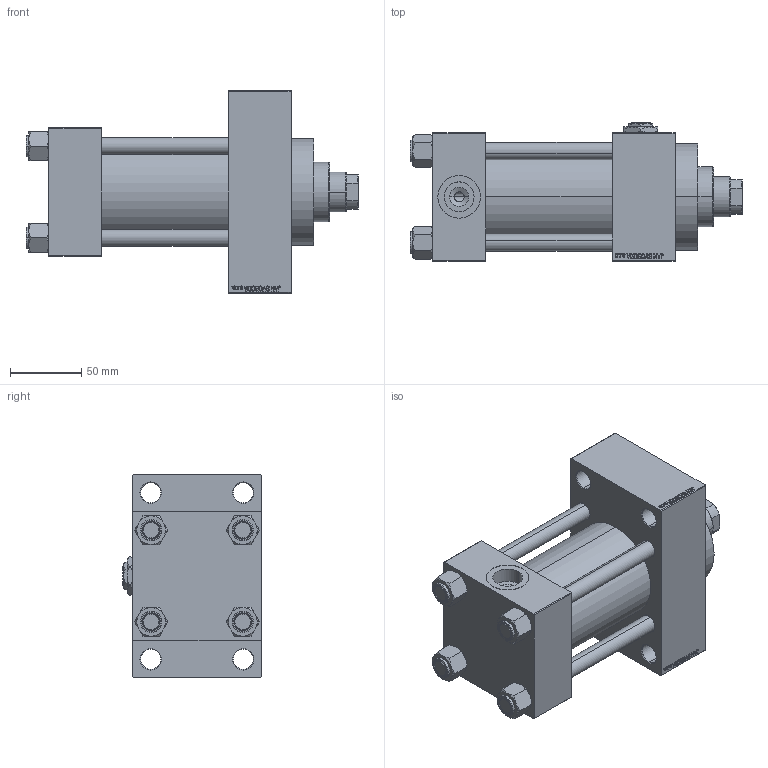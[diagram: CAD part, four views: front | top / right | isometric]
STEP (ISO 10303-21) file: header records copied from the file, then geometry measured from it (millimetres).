
FILE_DESCRIPTION (( 'STEP AP203' ), '1' );
FILE_NAME ('e210.STEP', '2022-04-16T15:00:14', ( '' ), ( '' ), 'SwSTEP 2.0', 'SolidWorks 2019', '' );
FILE_SCHEMA (( 'CONFIG_CONTROL_DESIGN' ));
Length unit declared in the file: millimetre
Products named in the file (7): e210; V215CR_D_Body 9a87a291d7d02b7de5991c1cfa6b37a6; Zatka_pro_OIL_PORT 9a87a291d7d02b7de5991c1cfa6b37a6; V215CR_VCP_D 9a87a291d7d02b7de5991c1cfa6b37a6; NUT_M5_D 9a87a291d7d02b7de5991c1cfa6b37a6; V215CR_D_TYCINKA 9a87a291d7d02b7de5991c1cfa6b37a6; V215_VC_A 9a87a291d7d02b7de5991c1cfa6b37a6
Assembly tree (12 placements, depth 2):
  e210
    V215CR_D_Body 9a87a291d7d02b7de5991c1cfa6b37a6
    V215CR_VCP_D 9a87a291d7d02b7de5991c1cfa6b37a6
    NUT_M5_D 9a87a291d7d02b7de5991c1cfa6b37a6  x4
    V215CR_D_TYCINKA 9a87a291d7d02b7de5991c1cfa6b37a6  x4
    V215_VC_A 9a87a291d7d02b7de5991c1cfa6b37a6
    Zatka_pro_OIL_PORT 9a87a291d7d02b7de5991c1cfa6b37a6
Bounding box: 233 x 97 x 142 mm (x, y, z)
Volume: 1143585.9 mm3; surface area: 221689.4 mm2
Topology: 12 solids, 12 shells, 1159 faces, 2881 edges, 1861 vertices
Faces by surface type: plane 523, bspline 368, cone 164, cylinder 96, torus 8
Entity records: 49162 total; most frequent: CARTESIAN_POINT 25695, ORIENTED_EDGE 5254, DIRECTION 3431, EDGE_CURVE 2627, VERTEX_POINT 1717, VECTOR 1549, LINE 1549, EDGE_LOOP 1176
